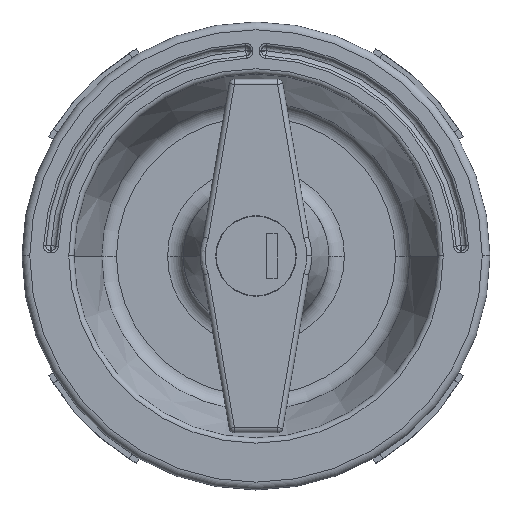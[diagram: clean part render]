
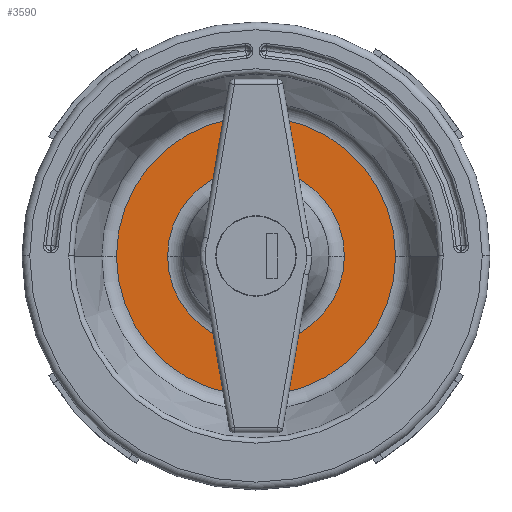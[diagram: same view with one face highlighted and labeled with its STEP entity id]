
A CAD part, top view. The second image highlights one B-rep face of the part: STEP entity #3590.
In plain terms, the highlighted planar face has unit normal (0, 0, 1).
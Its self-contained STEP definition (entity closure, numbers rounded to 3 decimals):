
#75 = AXIS2_PLACEMENT_3D ( 'NONE', #8175, #10996, #9398 ) ;
#396 = AXIS2_PLACEMENT_3D ( 'NONE', #3602, #12899, #11277 ) ;
#517 = VERTEX_POINT ( 'NONE', #10220 ) ;
#649 = CIRCLE ( 'NONE', #396, 17. ) ;
#812 = FACE_BOUND ( 'NONE', #1497, .T. ) ;
#1497 = EDGE_LOOP ( 'NONE', ( #7820, #7440 ) ) ;
#1621 = CIRCLE ( 'NONE', #2240, 26.844 ) ;
#1931 = EDGE_LOOP ( 'NONE', ( #9822, #3978 ) ) ;
#2240 = AXIS2_PLACEMENT_3D ( 'NONE', #13427, #10213, #8599 ) ;
#3410 = DIRECTION ( 'NONE',  ( -1., 0., 0. ) ) ;
#3582 = CARTESIAN_POINT ( 'NONE',  ( 26.844, 0., -26. ) ) ;
#3590 = ADVANCED_FACE ( 'NONE', ( #812, #5136 ), #8247, .F. ) ;
#3602 = CARTESIAN_POINT ( 'NONE',  ( 0., 0., -26. ) ) ;
#3812 = VERTEX_POINT ( 'NONE', #3582 ) ;
#3925 = EDGE_CURVE ( 'NONE', #3812, #517, #1621, .T. ) ;
#3978 = ORIENTED_EDGE ( 'NONE', *, *, #6923, .T. ) ;
#4103 = CARTESIAN_POINT ( 'NONE',  ( 17., 0., -26. ) ) ;
#5015 = DIRECTION ( 'NONE',  ( 0., 0., -1. ) ) ;
#5136 = FACE_OUTER_BOUND ( 'NONE', #1931, .T. ) ;
#5398 = AXIS2_PLACEMENT_3D ( 'NONE', #6645, #5015, #3410 ) ;
#6645 = CARTESIAN_POINT ( 'NONE',  ( 0., 26.844, -26. ) ) ;
#6923 = EDGE_CURVE ( 'NONE', #517, #3812, #14966, .T. ) ;
#7440 = ORIENTED_EDGE ( 'NONE', *, *, #8694, .F. ) ;
#7742 = CARTESIAN_POINT ( 'NONE',  ( -17., 0., -26. ) ) ;
#7820 = ORIENTED_EDGE ( 'NONE', *, *, #9333, .F. ) ;
#8175 = CARTESIAN_POINT ( 'NONE',  ( 0., 0., -26. ) ) ;
#8247 = PLANE ( 'NONE',  #5398 ) ;
#8304 = VERTEX_POINT ( 'NONE', #4103 ) ;
#8599 = DIRECTION ( 'NONE',  ( 1., 0., 0. ) ) ;
#8694 = EDGE_CURVE ( 'NONE', #13308, #8304, #11494, .T. ) ;
#9333 = EDGE_CURVE ( 'NONE', #8304, #13308, #649, .T. ) ;
#9398 = DIRECTION ( 'NONE',  ( 1., 0., 0. ) ) ;
#9822 = ORIENTED_EDGE ( 'NONE', *, *, #3925, .T. ) ;
#10213 = DIRECTION ( 'NONE',  ( 0., 0., 1. ) ) ;
#10220 = CARTESIAN_POINT ( 'NONE',  ( -26.844, 0., -26. ) ) ;
#10996 = DIRECTION ( 'NONE',  ( 0., 0., 1. ) ) ;
#11277 = DIRECTION ( 'NONE',  ( 1., 0., 0. ) ) ;
#11494 = CIRCLE ( 'NONE', #75, 17. ) ;
#11897 = AXIS2_PLACEMENT_3D ( 'NONE', #15351, #13710, #12110 ) ;
#12110 = DIRECTION ( 'NONE',  ( 1., 0., 0. ) ) ;
#12899 = DIRECTION ( 'NONE',  ( 0., 0., 1. ) ) ;
#13308 = VERTEX_POINT ( 'NONE', #7742 ) ;
#13427 = CARTESIAN_POINT ( 'NONE',  ( 0., 0., -26. ) ) ;
#13710 = DIRECTION ( 'NONE',  ( 0., 0., 1. ) ) ;
#14966 = CIRCLE ( 'NONE', #11897, 26.844 ) ;
#15351 = CARTESIAN_POINT ( 'NONE',  ( 0., 0., -26. ) ) ;
